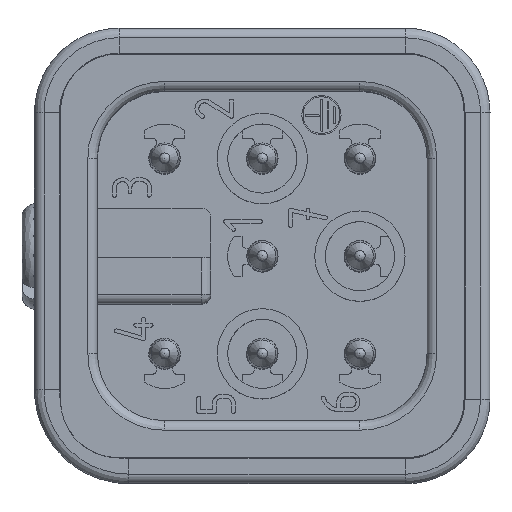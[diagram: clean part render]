
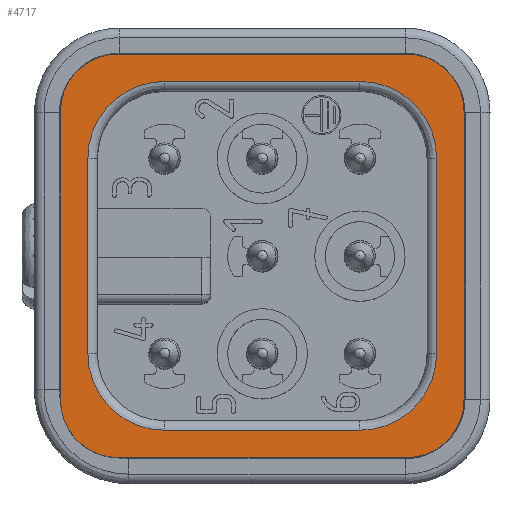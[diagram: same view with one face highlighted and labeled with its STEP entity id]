
A CAD part, top view. The second image highlights one B-rep face of the part: STEP entity #4717.
In plain terms, the highlighted planar face has unit normal (0, 0, 1).
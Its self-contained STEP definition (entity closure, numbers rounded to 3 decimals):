
#4014=FACE_BOUND('',#8412,.T.);
#4015=FACE_BOUND('',#8413,.T.);
#4717=ADVANCED_FACE('',(#4014,#4015),#6122,.T.);
#6122=PLANE('',#34424);
#8412=EDGE_LOOP('',(#12051,#12052,#12053,#12054,#12055,#12056,#12057,#12058));
#8413=EDGE_LOOP('',(#12059,#12060,#12061,#12062,#12063,#12064,#12065,#12066));
#12051=ORIENTED_EDGE('',*,*,#21997,.T.);
#12052=ORIENTED_EDGE('',*,*,#21998,.T.);
#12053=ORIENTED_EDGE('',*,*,#21999,.T.);
#12054=ORIENTED_EDGE('',*,*,#22000,.T.);
#12055=ORIENTED_EDGE('',*,*,#22001,.T.);
#12056=ORIENTED_EDGE('',*,*,#22002,.T.);
#12057=ORIENTED_EDGE('',*,*,#22003,.T.);
#12058=ORIENTED_EDGE('',*,*,#22004,.T.);
#12059=ORIENTED_EDGE('',*,*,#21583,.F.);
#12060=ORIENTED_EDGE('',*,*,#21574,.T.);
#12061=ORIENTED_EDGE('',*,*,#21671,.T.);
#12062=ORIENTED_EDGE('',*,*,#21588,.T.);
#12063=ORIENTED_EDGE('',*,*,#21651,.T.);
#12064=ORIENTED_EDGE('',*,*,#21647,.T.);
#12065=ORIENTED_EDGE('',*,*,#21644,.T.);
#12066=ORIENTED_EDGE('',*,*,#21580,.T.);
#18676=VERTEX_POINT('',#46561);
#18678=VERTEX_POINT('',#46595);
#18680=VERTEX_POINT('',#46600);
#18684=VERTEX_POINT('',#46614);
#18688=VERTEX_POINT('',#46635);
#18690=VERTEX_POINT('',#46669);
#18738=VERTEX_POINT('',#47023);
#18744=VERTEX_POINT('',#47049);
#18995=VERTEX_POINT('',#48120);
#18996=VERTEX_POINT('',#48121);
#18997=VERTEX_POINT('',#48123);
#18998=VERTEX_POINT('',#48125);
#18999=VERTEX_POINT('',#48127);
#19000=VERTEX_POINT('',#48129);
#19001=VERTEX_POINT('',#48131);
#19002=VERTEX_POINT('',#48133);
#21574=EDGE_CURVE('',#18676,#18678,#25534,.T.);
#21580=EDGE_CURVE('',#18680,#18684,#25535,.T.);
#21583=EDGE_CURVE('',#18676,#18684,#28064,.T.);
#21588=EDGE_CURVE('',#18688,#18690,#25536,.T.);
#21644=EDGE_CURVE('',#18738,#18680,#28099,.T.);
#21647=EDGE_CURVE('',#18744,#18738,#25538,.T.);
#21651=EDGE_CURVE('',#18690,#18744,#28102,.T.);
#21671=EDGE_CURVE('',#18678,#18688,#28112,.T.);
#21997=EDGE_CURVE('',#18995,#18996,#25612,.T.);
#21998=EDGE_CURVE('',#18996,#18997,#28331,.T.);
#21999=EDGE_CURVE('',#18997,#18998,#25613,.T.);
#22000=EDGE_CURVE('',#18998,#18999,#28332,.T.);
#22001=EDGE_CURVE('',#18999,#19000,#25614,.T.);
#22002=EDGE_CURVE('',#19000,#19001,#28333,.T.);
#22003=EDGE_CURVE('',#19001,#19002,#25615,.T.);
#22004=EDGE_CURVE('',#19002,#18995,#28334,.T.);
#25534=CIRCLE('',#34261,3.);
#25535=CIRCLE('',#34264,3.);
#25536=CIRCLE('',#34267,3.);
#25538=CIRCLE('',#34274,3.);
#25612=CIRCLE('',#34420,4.);
#25613=CIRCLE('',#34421,4.);
#25614=CIRCLE('',#34422,4.);
#25615=CIRCLE('',#34423,4.);
#28064=LINE('',#46624,#30741);
#28099=LINE('',#47045,#30776);
#28102=LINE('',#47094,#30779);
#28112=LINE('',#47176,#30789);
#28331=LINE('',#48122,#31008);
#28332=LINE('',#48126,#31009);
#28333=LINE('',#48130,#31010);
#28334=LINE('',#48134,#31011);
#30741=VECTOR('',#37581,1.);
#30776=VECTOR('',#37630,1.);
#30779=VECTOR('',#37639,1.);
#30789=VECTOR('',#37659,1.);
#31008=VECTOR('',#38158,1.);
#31009=VECTOR('',#38161,1.);
#31010=VECTOR('',#38164,1.);
#31011=VECTOR('',#38167,1.);
#34261=AXIS2_PLACEMENT_3D('',#46596,#37568,#37569);
#34264=AXIS2_PLACEMENT_3D('',#46615,#37576,#37577);
#34267=AXIS2_PLACEMENT_3D('',#46670,#37586,#37587);
#34274=AXIS2_PLACEMENT_3D('',#47081,#37634,#37635);
#34420=AXIS2_PLACEMENT_3D('',#48119,#38156,#38157);
#34421=AXIS2_PLACEMENT_3D('',#48124,#38159,#38160);
#34422=AXIS2_PLACEMENT_3D('',#48128,#38162,#38163);
#34423=AXIS2_PLACEMENT_3D('',#48132,#38165,#38166);
#34424=AXIS2_PLACEMENT_3D('',#48135,#38168,#38169);
#37568=DIRECTION('',(0.,0.,1.));
#37569=DIRECTION('',(0.,-1.,0.));
#37576=DIRECTION('',(0.,0.,1.));
#37577=DIRECTION('',(-1.,0.,0.));
#37581=DIRECTION('',(-1.,0.,0.));
#37586=DIRECTION('',(0.,0.,1.));
#37587=DIRECTION('',(1.,0.,0.));
#37630=DIRECTION('',(0.,-1.,0.));
#37634=DIRECTION('',(0.,0.,1.));
#37635=DIRECTION('',(0.,1.,0.));
#37639=DIRECTION('',(-1.,0.,0.));
#37659=DIRECTION('',(0.,1.,0.));
#38156=DIRECTION('',(0.,0.,-1.));
#38157=DIRECTION('',(-1.,0.,0.));
#38158=DIRECTION('',(1.,0.,0.));
#38159=DIRECTION('',(0.,0.,-1.));
#38160=DIRECTION('',(0.,1.,0.));
#38161=DIRECTION('',(0.,-1.,0.));
#38162=DIRECTION('',(0.,0.,-1.));
#38163=DIRECTION('',(1.,0.,0.));
#38164=DIRECTION('',(-1.,0.,0.));
#38165=DIRECTION('',(0.,0.,-1.));
#38166=DIRECTION('',(0.,-1.,0.));
#38167=DIRECTION('',(0.,1.,0.));
#38168=DIRECTION('',(0.,0.,1.));
#38169=DIRECTION('',(0.,-1.,0.));
#46561=CARTESIAN_POINT('',(7.5,-10.5,17.8));
#46595=CARTESIAN_POINT('',(10.5,-7.5,17.8));
#46596=CARTESIAN_POINT('',(7.5,-7.5,17.8));
#46600=CARTESIAN_POINT('',(-10.5,-7.5,17.8));
#46614=CARTESIAN_POINT('',(-7.5,-10.5,17.8));
#46615=CARTESIAN_POINT('',(-7.5,-7.5,17.8));
#46624=CARTESIAN_POINT('',(7.5,-10.5,17.8));
#46635=CARTESIAN_POINT('',(10.5,7.5,17.8));
#46669=CARTESIAN_POINT('',(7.5,10.5,17.8));
#46670=CARTESIAN_POINT('',(7.5,7.5,17.8));
#47023=CARTESIAN_POINT('',(-10.5,7.5,17.8));
#47045=CARTESIAN_POINT('',(-10.5,7.5,17.8));
#47049=CARTESIAN_POINT('',(-7.5,10.5,17.8));
#47081=CARTESIAN_POINT('',(-7.5,7.5,17.8));
#47094=CARTESIAN_POINT('',(7.5,10.5,17.8));
#47176=CARTESIAN_POINT('',(10.5,-7.5,17.8));
#48119=CARTESIAN_POINT('',(-5.075,5.075,17.8));
#48120=CARTESIAN_POINT('',(-9.075,5.075,17.8));
#48121=CARTESIAN_POINT('',(-5.075,9.075,17.8));
#48122=CARTESIAN_POINT('',(-5.075,9.075,17.8));
#48123=CARTESIAN_POINT('',(5.075,9.075,17.8));
#48124=CARTESIAN_POINT('',(5.075,5.075,17.8));
#48125=CARTESIAN_POINT('',(9.075,5.075,17.8));
#48126=CARTESIAN_POINT('',(9.075,5.075,17.8));
#48127=CARTESIAN_POINT('',(9.075,-5.075,17.8));
#48128=CARTESIAN_POINT('',(5.075,-5.075,17.8));
#48129=CARTESIAN_POINT('',(5.075,-9.075,17.8));
#48130=CARTESIAN_POINT('',(5.075,-9.075,17.8));
#48131=CARTESIAN_POINT('',(-5.075,-9.075,17.8));
#48132=CARTESIAN_POINT('',(-5.075,-5.075,17.8));
#48133=CARTESIAN_POINT('',(-9.075,-5.075,17.8));
#48134=CARTESIAN_POINT('',(-9.075,-5.075,17.8));
#48135=CARTESIAN_POINT('',(-11.025,11.025,17.8));
